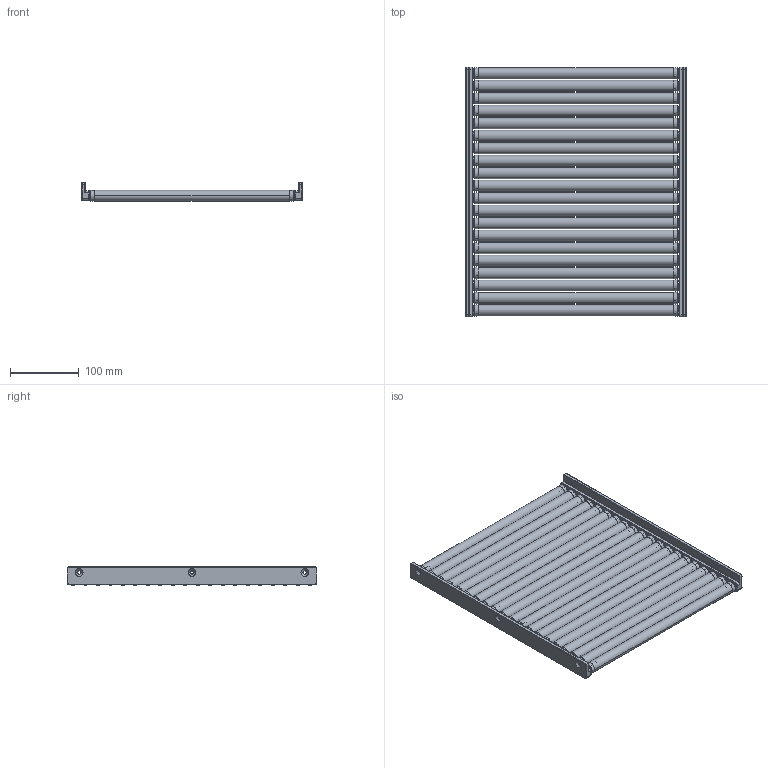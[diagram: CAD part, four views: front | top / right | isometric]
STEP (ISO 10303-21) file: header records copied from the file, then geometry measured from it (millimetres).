
FILE_DESCRIPTION(('CATIA V5 STEP Exchange'),'2;1');
FILE_NAME('800411300.stp','2017-12-29T08:44:06+00:00',('none'),('none'),'CATIA Version 5 Release 21 GA (IN-10)','CATIA V5 STEP AP203','none');
FILE_SCHEMA(('CONFIG_CONTROL_DESIGN'));
Length unit declared in the file: millimetre
Products named in the file (1): 800411300
Bounding box: 321.5 x 364 x 27.18 mm (x, y, z)
Volume: 702444.6 mm3; surface area: 705563.4 mm2
Topology: 82 solids, 82 shells, 1144 faces, 2280 edges, 1416 vertices
Faces by surface type: cylinder 408, plane 296, torus 264, cone 172, bspline 4
Entity records: 25269 total; most frequent: ORIENTED_EDGE 4552, CARTESIAN_POINT 4338, DIRECTION 3250, EDGE_CURVE 2196, AXIS2_PLACEMENT_3D 2103, CIRCLE 1570, EDGE_LOOP 1396, VERTEX_POINT 1336
